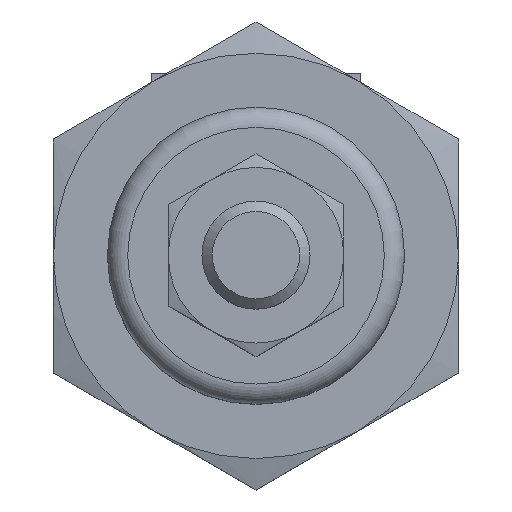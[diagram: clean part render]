
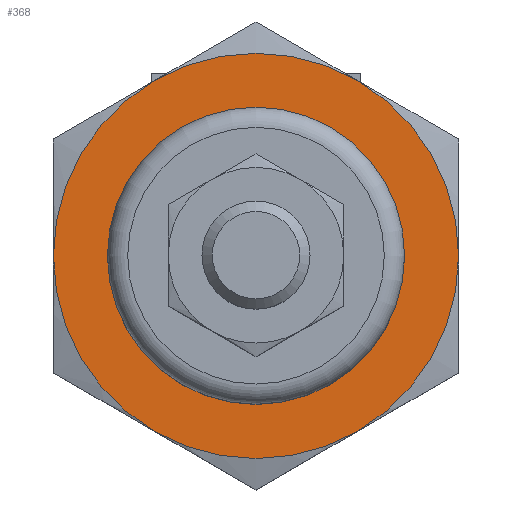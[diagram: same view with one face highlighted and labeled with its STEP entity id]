
A CAD part, top view. The second image highlights one B-rep face of the part: STEP entity #368.
In plain terms, the highlighted face is planar.
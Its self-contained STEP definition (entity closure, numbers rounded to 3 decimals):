
#368 = ADVANCED_FACE( '', ( #649, #650 ), #651, .F. );
#649 = FACE_OUTER_BOUND( '', #947, .T. );
#650 = FACE_BOUND( '', #948, .T. );
#651 = PLANE( '', #949 );
#947 = EDGE_LOOP( '', ( #1785, #1786, #1787, #1788, #1789, #1790 ) );
#948 = EDGE_LOOP( '', ( #1791 ) );
#949 = AXIS2_PLACEMENT_3D( '', #1792, #1793, #1794 );
#1785 = ORIENTED_EDGE( '', *, *, #2114, .F. );
#1786 = ORIENTED_EDGE( '', *, *, #2115, .F. );
#1787 = ORIENTED_EDGE( '', *, *, #2113, .F. );
#1788 = ORIENTED_EDGE( '', *, *, #2111, .F. );
#1789 = ORIENTED_EDGE( '', *, *, #2112, .F. );
#1790 = ORIENTED_EDGE( '', *, *, #2116, .F. );
#1791 = ORIENTED_EDGE( '', *, *, #2117, .T. );
#1792 = CARTESIAN_POINT( '', ( -3., 0., 0. ) );
#1793 = DIRECTION( '', ( 1., 0., 0. ) );
#1794 = DIRECTION( '', ( 0., 0., -1. ) );
#2111 = EDGE_CURVE( '', #2496, #2533, #2537, .T. );
#2112 = EDGE_CURVE( '', #2505, #2496, #2538, .T. );
#2113 = EDGE_CURVE( '', #2533, #2529, #2539, .T. );
#2114 = EDGE_CURVE( '', #2523, #2540, #2541, .T. );
#2115 = EDGE_CURVE( '', #2529, #2523, #2542, .T. );
#2116 = EDGE_CURVE( '', #2540, #2505, #2543, .T. );
#2117 = EDGE_CURVE( '', #2544, #2544, #2545, .T. );
#2496 = VERTEX_POINT( '', #3290 );
#2505 = VERTEX_POINT( '', #3320 );
#2523 = VERTEX_POINT( '', #3370 );
#2529 = VERTEX_POINT( '', #3392 );
#2533 = VERTEX_POINT( '', #3411 );
#2537 = CIRCLE( '', #3425, 15. );
#2538 = CIRCLE( '', #3426, 15. );
#2539 = CIRCLE( '', #3427, 15. );
#2540 = VERTEX_POINT( '', #3428 );
#2541 = CIRCLE( '', #3429, 15. );
#2542 = CIRCLE( '', #3430, 15. );
#2543 = CIRCLE( '', #3431, 15. );
#2544 = VERTEX_POINT( '', #3432 );
#2545 = CIRCLE( '', #3433, 11. );
#3290 = CARTESIAN_POINT( '', ( -3., 0., 15. ) );
#3320 = CARTESIAN_POINT( '', ( -3., 12.99, 7.5 ) );
#3370 = CARTESIAN_POINT( '', ( -3., 0., -15. ) );
#3392 = CARTESIAN_POINT( '', ( -3., -12.99, -7.5 ) );
#3411 = CARTESIAN_POINT( '', ( -3., -12.99, 7.5 ) );
#3425 = AXIS2_PLACEMENT_3D( '', #3820, #3821, #3822 );
#3426 = AXIS2_PLACEMENT_3D( '', #3823, #3824, #3825 );
#3427 = AXIS2_PLACEMENT_3D( '', #3826, #3827, #3828 );
#3428 = CARTESIAN_POINT( '', ( -3., 12.99, -7.5 ) );
#3429 = AXIS2_PLACEMENT_3D( '', #3829, #3830, #3831 );
#3430 = AXIS2_PLACEMENT_3D( '', #3832, #3833, #3834 );
#3431 = AXIS2_PLACEMENT_3D( '', #3835, #3836, #3837 );
#3432 = CARTESIAN_POINT( '', ( -3., 0., -11. ) );
#3433 = AXIS2_PLACEMENT_3D( '', #3838, #3839, #3840 );
#3820 = CARTESIAN_POINT( '', ( -3., 0., 0. ) );
#3821 = DIRECTION( '', ( 1., 0., 0. ) );
#3822 = DIRECTION( '', ( 0., 0., -1. ) );
#3823 = CARTESIAN_POINT( '', ( -3., 0., 0. ) );
#3824 = DIRECTION( '', ( 1., 0., 0. ) );
#3825 = DIRECTION( '', ( 0., 0., -1. ) );
#3826 = CARTESIAN_POINT( '', ( -3., 0., 0. ) );
#3827 = DIRECTION( '', ( 1., 0., 0. ) );
#3828 = DIRECTION( '', ( 0., 0., -1. ) );
#3829 = CARTESIAN_POINT( '', ( -3., 0., 0. ) );
#3830 = DIRECTION( '', ( 1., 0., 0. ) );
#3831 = DIRECTION( '', ( 0., 0., -1. ) );
#3832 = CARTESIAN_POINT( '', ( -3., 0., 0. ) );
#3833 = DIRECTION( '', ( 1., 0., 0. ) );
#3834 = DIRECTION( '', ( 0., 0., -1. ) );
#3835 = CARTESIAN_POINT( '', ( -3., 0., 0. ) );
#3836 = DIRECTION( '', ( 1., 0., 0. ) );
#3837 = DIRECTION( '', ( 0., 0., -1. ) );
#3838 = CARTESIAN_POINT( '', ( -3., 0., 0. ) );
#3839 = DIRECTION( '', ( 1., 0., 0. ) );
#3840 = DIRECTION( '', ( 0., 0., -1. ) );
